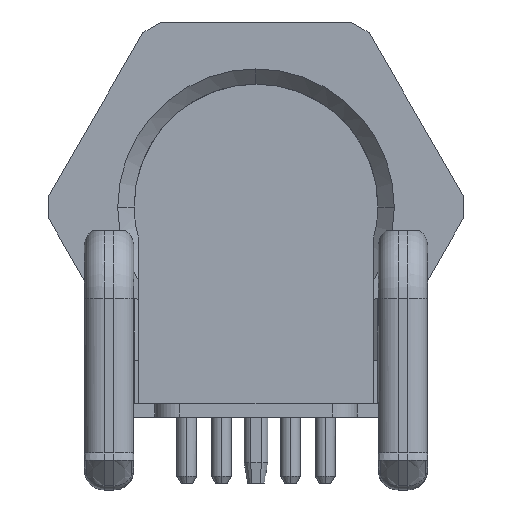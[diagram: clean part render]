
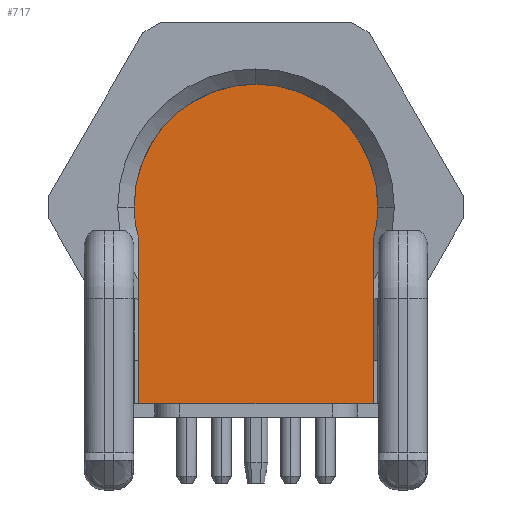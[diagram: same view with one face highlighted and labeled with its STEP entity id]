
A CAD part, front view. The second image highlights one B-rep face of the part: STEP entity #717.
In plain terms, the highlighted planar face has unit normal (0, -1, 0).
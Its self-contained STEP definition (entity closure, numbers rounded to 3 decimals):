
#443=AXIS2_PLACEMENT_3D('Circle Axis2P3D',#441,#442,$) ;
#461=AXIS2_PLACEMENT_3D('Circle Axis2P3D',#459,#460,$) ;
#688=AXIS2_PLACEMENT_3D('Circle Axis2P3D',#686,#687,$) ;
#702=AXIS2_PLACEMENT_3D('Plane Axis2P3D',#699,#700,#701) ;
#88=CARTESIAN_POINT('Vertex',(13.167,0.,3.5)) ;
#93=CARTESIAN_POINT('Line Origine',(8.41,0.,3.5)) ;
#97=CARTESIAN_POINT('Vertex',(3.653,0.,3.5)) ;
#346=CARTESIAN_POINT('Line Origine',(3.653,0.,6.851)) ;
#350=CARTESIAN_POINT('Vertex',(3.653,0.,10.201)) ;
#438=CARTESIAN_POINT('Vertex',(13.342,0.,11.5)) ;
#441=CARTESIAN_POINT('Axis2P3D Location',(8.41,0.,11.5)) ;
#445=CARTESIAN_POINT('Vertex',(13.167,0.,10.201)) ;
#459=CARTESIAN_POINT('Axis2P3D Location',(8.41,0.,11.5)) ;
#463=CARTESIAN_POINT('Vertex',(3.479,0.,11.5)) ;
#686=CARTESIAN_POINT('Axis2P3D Location',(8.41,0.,11.5)) ;
#699=CARTESIAN_POINT('Axis2P3D Location',(9.21,0.,5.4)) ;
#704=CARTESIAN_POINT('Line Origine',(13.167,0.,6.851)) ;
#94=DIRECTION('Vector Direction',(1.,0.,0.)) ;
#347=DIRECTION('Vector Direction',(0.,0.,-1.)) ;
#442=DIRECTION('Axis2P3D Direction',(0.,1.,-0.)) ;
#460=DIRECTION('Axis2P3D Direction',(0.,1.,-0.)) ;
#687=DIRECTION('Axis2P3D Direction',(0.,1.,-0.)) ;
#700=DIRECTION('Axis2P3D Direction',(0.,-1.,0.)) ;
#701=DIRECTION('Axis2P3D XDirection',(0.,0.,1.)) ;
#705=DIRECTION('Vector Direction',(0.,0.,1.)) ;
#95=VECTOR('Line Direction',#94,1.) ;
#348=VECTOR('Line Direction',#347,1.) ;
#706=VECTOR('Line Direction',#705,1.) ;
#710=ORIENTED_EDGE('',*,*,#99,.T.) ;
#711=ORIENTED_EDGE('',*,*,#708,.T.) ;
#712=ORIENTED_EDGE('',*,*,#447,.F.) ;
#713=ORIENTED_EDGE('',*,*,#690,.F.) ;
#714=ORIENTED_EDGE('',*,*,#465,.F.) ;
#715=ORIENTED_EDGE('',*,*,#352,.T.) ;
#717=ADVANCED_FACE('BREP_WITH_VOIDS #12246',(#716),#703,.T.) ;
#444=CIRCLE('generated circle',#443,4.931) ;
#462=CIRCLE('generated circle',#461,4.931) ;
#689=CIRCLE('generated circle',#688,4.931) ;
#99=EDGE_CURVE('',#98,#89,#96,.T.) ;
#352=EDGE_CURVE('',#351,#98,#349,.T.) ;
#447=EDGE_CURVE('',#439,#446,#444,.T.) ;
#465=EDGE_CURVE('',#351,#464,#462,.T.) ;
#690=EDGE_CURVE('',#464,#439,#689,.T.) ;
#708=EDGE_CURVE('',#89,#446,#707,.T.) ;
#709=EDGE_LOOP('',(#710,#711,#712,#713,#714,#715)) ;
#716=FACE_OUTER_BOUND('',#709,.T.) ;
#96=LINE('Line',#93,#95) ;
#349=LINE('Line',#346,#348) ;
#707=LINE('Line',#704,#706) ;
#703=PLANE('',#702) ;
#89=VERTEX_POINT('',#88) ;
#98=VERTEX_POINT('',#97) ;
#351=VERTEX_POINT('',#350) ;
#439=VERTEX_POINT('',#438) ;
#446=VERTEX_POINT('',#445) ;
#464=VERTEX_POINT('',#463) ;
